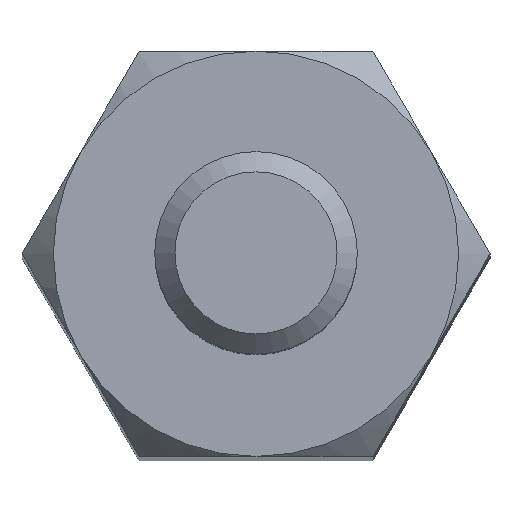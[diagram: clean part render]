
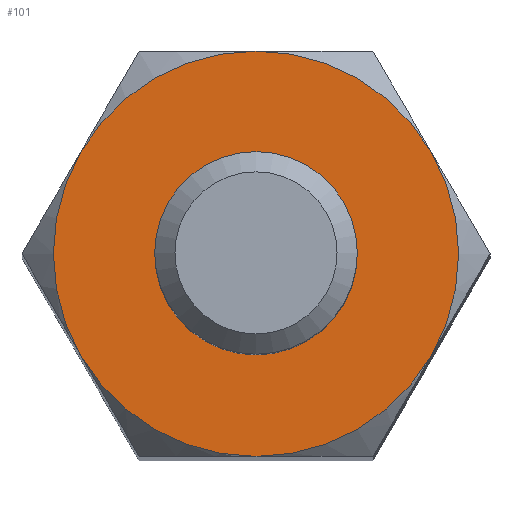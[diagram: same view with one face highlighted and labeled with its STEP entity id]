
A CAD part, top view. The second image highlights one B-rep face of the part: STEP entity #101.
In plain terms, the highlighted planar face has unit normal (0, 0, 1).
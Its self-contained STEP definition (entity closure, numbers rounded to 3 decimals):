
#101 = ADVANCED_FACE( '', ( #212, #213 ), #214, .T. );
#212 = FACE_BOUND( '', #324, .T. );
#213 = FACE_OUTER_BOUND( '', #325, .T. );
#214 = PLANE( '', #326 );
#324 = EDGE_LOOP( '', ( #519 ) );
#325 = EDGE_LOOP( '', ( #520, #521, #522, #523, #524, #525 ) );
#326 = AXIS2_PLACEMENT_3D( '', #526, #527, #528 );
#519 = ORIENTED_EDGE( '', *, *, #633, .T. );
#520 = ORIENTED_EDGE( '', *, *, #611, .F. );
#521 = ORIENTED_EDGE( '', *, *, #637, .F. );
#522 = ORIENTED_EDGE( '', *, *, #607, .F. );
#523 = ORIENTED_EDGE( '', *, *, #652, .T. );
#524 = ORIENTED_EDGE( '', *, *, #597, .F. );
#525 = ORIENTED_EDGE( '', *, *, #655, .F. );
#526 = CARTESIAN_POINT( '', ( 0., 0., 0. ) );
#527 = DIRECTION( '', ( 0., 0., 1. ) );
#528 = DIRECTION( '', ( 1., 0., 0. ) );
#597 = EDGE_CURVE( '', #690, #687, #692, .F. );
#607 = EDGE_CURVE( '', #707, #709, #710, .F. );
#611 = EDGE_CURVE( '', #672, #713, #715, .F. );
#633 = EDGE_CURVE( '', #745, #745, #746, .F. );
#637 = EDGE_CURVE( '', #709, #672, #751, .F. );
#652 = EDGE_CURVE( '', #707, #687, #771, .T. );
#655 = EDGE_CURVE( '', #713, #690, #774, .F. );
#672 = VERTEX_POINT( '', #791 );
#687 = VERTEX_POINT( '', #832 );
#690 = VERTEX_POINT( '', #840 );
#692 = CIRCLE( '', #849, 2. );
#707 = VERTEX_POINT( '', #876 );
#709 = VERTEX_POINT( '', #883 );
#710 = CIRCLE( '', #884, 2. );
#713 = VERTEX_POINT( '', #892 );
#715 = CIRCLE( '', #899, 2. );
#745 = VERTEX_POINT( '', #968 );
#746 = CIRCLE( '', #969, 0.85 );
#751 = CIRCLE( '', #974, 2. );
#771 = CIRCLE( '', #1010, 2. );
#774 = CIRCLE( '', #1018, 2. );
#791 = CARTESIAN_POINT( '', ( 1.732, -1., 0. ) );
#832 = CARTESIAN_POINT( '', ( -1.732, 1., 0. ) );
#840 = CARTESIAN_POINT( '', ( -1.732, -1., 0. ) );
#849 = AXIS2_PLACEMENT_3D( '', #1055, #1056, #1057 );
#876 = CARTESIAN_POINT( '', ( 0., 2., 0. ) );
#883 = CARTESIAN_POINT( '', ( 1.732, 1., 0. ) );
#884 = AXIS2_PLACEMENT_3D( '', #1067, #1068, #1069 );
#892 = CARTESIAN_POINT( '', ( 0., -2., 0. ) );
#899 = AXIS2_PLACEMENT_3D( '', #1070, #1071, #1072 );
#968 = CARTESIAN_POINT( '', ( 0.85, 0., 0. ) );
#969 = AXIS2_PLACEMENT_3D( '', #1091, #1092, #1093 );
#974 = AXIS2_PLACEMENT_3D( '', #1097, #1098, #1099 );
#1010 = AXIS2_PLACEMENT_3D( '', #1116, #1117, #1118 );
#1018 = AXIS2_PLACEMENT_3D( '', #1119, #1120, #1121 );
#1055 = CARTESIAN_POINT( '', ( 0., 0., 0. ) );
#1056 = DIRECTION( '', ( 0., 0., 1. ) );
#1057 = DIRECTION( '', ( 1., 0., 0. ) );
#1067 = CARTESIAN_POINT( '', ( 0., 0., 0. ) );
#1068 = DIRECTION( '', ( 0., 0., 1. ) );
#1069 = DIRECTION( '', ( 1., 0., 0. ) );
#1070 = CARTESIAN_POINT( '', ( 0., 0., 0. ) );
#1071 = DIRECTION( '', ( 0., 0., 1. ) );
#1072 = DIRECTION( '', ( 1., 0., 0. ) );
#1091 = CARTESIAN_POINT( '', ( 0., 0., 0. ) );
#1092 = DIRECTION( '', ( 0., 0., 1. ) );
#1093 = DIRECTION( '', ( 1., 0., 0. ) );
#1097 = CARTESIAN_POINT( '', ( 0., 0., 0. ) );
#1098 = DIRECTION( '', ( 0., 0., 1. ) );
#1099 = DIRECTION( '', ( 1., 0., 0. ) );
#1116 = CARTESIAN_POINT( '', ( 0., 0., 0. ) );
#1117 = DIRECTION( '', ( 0., 0., 1. ) );
#1118 = DIRECTION( '', ( 1., 0., 0. ) );
#1119 = CARTESIAN_POINT( '', ( 0., 0., 0. ) );
#1120 = DIRECTION( '', ( 0., 0., 1. ) );
#1121 = DIRECTION( '', ( 1., 0., 0. ) );
